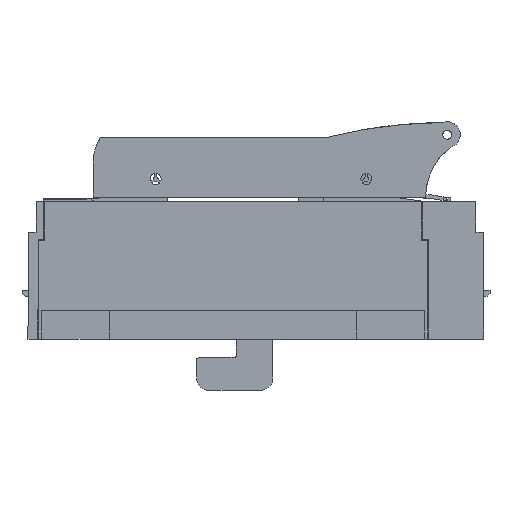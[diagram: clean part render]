
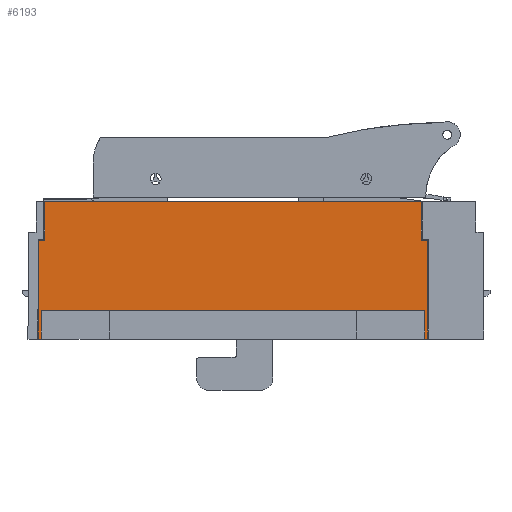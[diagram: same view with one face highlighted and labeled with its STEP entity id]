
A CAD part, front view. The second image highlights one B-rep face of the part: STEP entity #6193.
In plain terms, the highlighted face is planar.
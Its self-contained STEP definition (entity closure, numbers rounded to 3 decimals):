
#6130=AXIS2_PLACEMENT_3D('Plane Axis2P3D',#6127,#6128,#6129) ;
#455=CARTESIAN_POINT('Line Origine',(0.,45.375,18.5)) ;
#459=CARTESIAN_POINT('Vertex',(-125.5,45.375,18.5)) ;
#461=CARTESIAN_POINT('Vertex',(125.5,45.375,18.5)) ;
#1804=CARTESIAN_POINT('Line Origine',(-125.5,45.375,9.25)) ;
#1808=CARTESIAN_POINT('Vertex',(-125.5,45.375,0.)) ;
#1945=CARTESIAN_POINT('Vertex',(125.5,45.375,0.)) ;
#1948=CARTESIAN_POINT('Line Origine',(125.5,45.375,9.25)) ;
#5496=CARTESIAN_POINT('Vertex',(-127.5,45.375,0.)) ;
#5499=CARTESIAN_POINT('Line Origine',(-126.5,45.375,0.)) ;
#5504=CARTESIAN_POINT('Line Origine',(126.5,45.375,0.)) ;
#5508=CARTESIAN_POINT('Vertex',(127.5,45.375,0.)) ;
#6127=CARTESIAN_POINT('Axis2P3D Location',(234.846,45.375,0.)) ;
#6132=CARTESIAN_POINT('Line Origine',(123.2,45.375,77.4)) ;
#6136=CARTESIAN_POINT('Vertex',(123.2,45.375,64.8)) ;
#6138=CARTESIAN_POINT('Vertex',(123.2,45.375,90.)) ;
#6141=CARTESIAN_POINT('Line Origine',(125.35,45.375,64.8)) ;
#6145=CARTESIAN_POINT('Vertex',(127.5,45.375,64.8)) ;
#6148=CARTESIAN_POINT('Line Origine',(127.5,45.375,32.4)) ;
#6153=CARTESIAN_POINT('Line Origine',(-127.5,45.375,32.4)) ;
#6157=CARTESIAN_POINT('Vertex',(-127.5,45.375,64.8)) ;
#6160=CARTESIAN_POINT('Line Origine',(-125.35,45.375,64.8)) ;
#6164=CARTESIAN_POINT('Vertex',(-123.2,45.375,64.8)) ;
#6167=CARTESIAN_POINT('Line Origine',(-123.2,45.375,77.4)) ;
#6171=CARTESIAN_POINT('Vertex',(-123.2,45.375,90.)) ;
#6174=CARTESIAN_POINT('Line Origine',(0.,45.375,90.)) ;
#456=DIRECTION('Vector Direction',(1.,0.,0.)) ;
#1805=DIRECTION('Vector Direction',(0.,0.,-1.)) ;
#1949=DIRECTION('Vector Direction',(0.,0.,-1.)) ;
#5500=DIRECTION('Vector Direction',(-1.,0.,0.)) ;
#5505=DIRECTION('Vector Direction',(-1.,0.,0.)) ;
#6128=DIRECTION('Axis2P3D Direction',(-0.,-1.,-0.)) ;
#6129=DIRECTION('Axis2P3D XDirection',(-1.,0.,0.)) ;
#6133=DIRECTION('Vector Direction',(0.,0.,1.)) ;
#6142=DIRECTION('Vector Direction',(1.,0.,0.)) ;
#6149=DIRECTION('Vector Direction',(0.,0.,-1.)) ;
#6154=DIRECTION('Vector Direction',(0.,0.,-1.)) ;
#6161=DIRECTION('Vector Direction',(-1.,0.,0.)) ;
#6168=DIRECTION('Vector Direction',(0.,0.,1.)) ;
#6175=DIRECTION('Vector Direction',(-1.,0.,0.)) ;
#457=VECTOR('Line Direction',#456,1.) ;
#1806=VECTOR('Line Direction',#1805,1.) ;
#1950=VECTOR('Line Direction',#1949,1.) ;
#5501=VECTOR('Line Direction',#5500,1.) ;
#5506=VECTOR('Line Direction',#5505,1.) ;
#6134=VECTOR('Line Direction',#6133,1.) ;
#6143=VECTOR('Line Direction',#6142,1.) ;
#6150=VECTOR('Line Direction',#6149,1.) ;
#6155=VECTOR('Line Direction',#6154,1.) ;
#6162=VECTOR('Line Direction',#6161,1.) ;
#6169=VECTOR('Line Direction',#6168,1.) ;
#6176=VECTOR('Line Direction',#6175,1.) ;
#6180=ORIENTED_EDGE('',*,*,#6140,.F.) ;
#6181=ORIENTED_EDGE('',*,*,#6147,.T.) ;
#6182=ORIENTED_EDGE('',*,*,#6152,.T.) ;
#6183=ORIENTED_EDGE('',*,*,#5510,.T.) ;
#6184=ORIENTED_EDGE('',*,*,#1952,.F.) ;
#6185=ORIENTED_EDGE('',*,*,#463,.F.) ;
#6186=ORIENTED_EDGE('',*,*,#1810,.T.) ;
#6187=ORIENTED_EDGE('',*,*,#5503,.T.) ;
#6188=ORIENTED_EDGE('',*,*,#6159,.F.) ;
#6189=ORIENTED_EDGE('',*,*,#6166,.F.) ;
#6190=ORIENTED_EDGE('',*,*,#6173,.T.) ;
#6191=ORIENTED_EDGE('',*,*,#6178,.F.) ;
#6193=ADVANCED_FACE('Hauptkoerper nicht benutzen',(#6192),#6131,.F.) ;
#463=EDGE_CURVE('',#460,#462,#458,.T.) ;
#1810=EDGE_CURVE('',#460,#1809,#1807,.T.) ;
#1952=EDGE_CURVE('',#462,#1946,#1951,.T.) ;
#5503=EDGE_CURVE('',#1809,#5497,#5502,.T.) ;
#5510=EDGE_CURVE('',#5509,#1946,#5507,.T.) ;
#6140=EDGE_CURVE('',#6137,#6139,#6135,.T.) ;
#6147=EDGE_CURVE('',#6137,#6146,#6144,.T.) ;
#6152=EDGE_CURVE('',#6146,#5509,#6151,.T.) ;
#6159=EDGE_CURVE('',#6158,#5497,#6156,.T.) ;
#6166=EDGE_CURVE('',#6165,#6158,#6163,.T.) ;
#6173=EDGE_CURVE('',#6165,#6172,#6170,.T.) ;
#6178=EDGE_CURVE('',#6139,#6172,#6177,.T.) ;
#6179=EDGE_LOOP('',(#6180,#6181,#6182,#6183,#6184,#6185,#6186,#6187,#6188,#6189,#6190,#6191)) ;
#6192=FACE_OUTER_BOUND('',#6179,.T.) ;
#458=LINE('Line',#455,#457) ;
#1807=LINE('Line',#1804,#1806) ;
#1951=LINE('Line',#1948,#1950) ;
#5502=LINE('Line',#5499,#5501) ;
#5507=LINE('Line',#5504,#5506) ;
#6135=LINE('Line',#6132,#6134) ;
#6144=LINE('Line',#6141,#6143) ;
#6151=LINE('Line',#6148,#6150) ;
#6156=LINE('Line',#6153,#6155) ;
#6163=LINE('Line',#6160,#6162) ;
#6170=LINE('Line',#6167,#6169) ;
#6177=LINE('Line',#6174,#6176) ;
#6131=PLANE('Plane',#6130) ;
#460=VERTEX_POINT('',#459) ;
#462=VERTEX_POINT('',#461) ;
#1809=VERTEX_POINT('',#1808) ;
#1946=VERTEX_POINT('',#1945) ;
#5497=VERTEX_POINT('',#5496) ;
#5509=VERTEX_POINT('',#5508) ;
#6137=VERTEX_POINT('',#6136) ;
#6139=VERTEX_POINT('',#6138) ;
#6146=VERTEX_POINT('',#6145) ;
#6158=VERTEX_POINT('',#6157) ;
#6165=VERTEX_POINT('',#6164) ;
#6172=VERTEX_POINT('',#6171) ;
